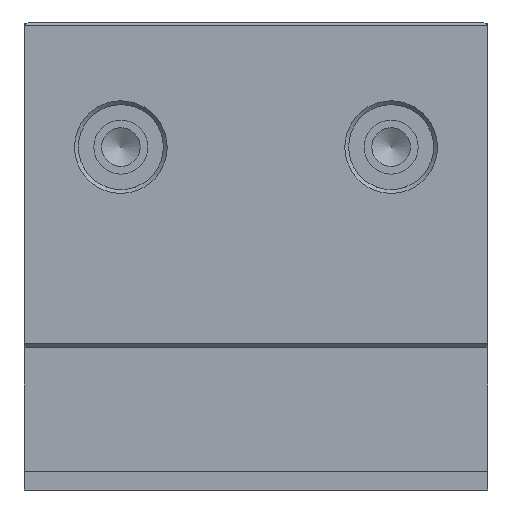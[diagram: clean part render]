
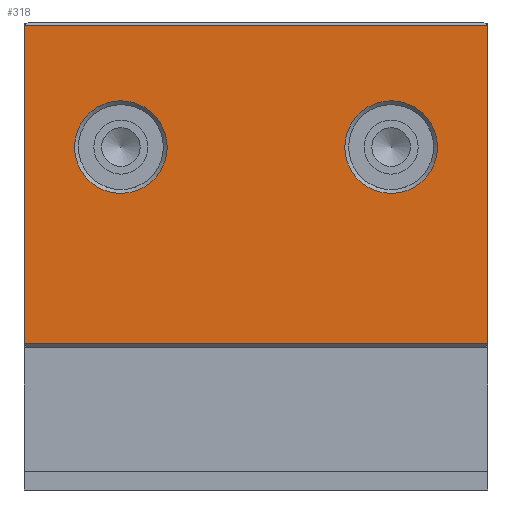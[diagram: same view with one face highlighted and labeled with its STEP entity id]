
A CAD part, left-side view. The second image highlights one B-rep face of the part: STEP entity #318.
In plain terms, the highlighted face is planar.
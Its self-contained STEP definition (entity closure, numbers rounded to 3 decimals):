
#318 = ADVANCED_FACE( '', ( #545, #546, #547 ), #548, .F. );
#545 = FACE_BOUND( '', #811, .T. );
#546 = FACE_BOUND( '', #812, .T. );
#547 = FACE_OUTER_BOUND( '', #813, .T. );
#548 = PLANE( '', #814 );
#811 = EDGE_LOOP( '', ( #1614 ) );
#812 = EDGE_LOOP( '', ( #1615 ) );
#813 = EDGE_LOOP( '', ( #1616, #1617, #1618, #1619 ) );
#814 = AXIS2_PLACEMENT_3D( '', #1620, #1621, #1622 );
#1614 = ORIENTED_EDGE( '', *, *, #2019, .T. );
#1615 = ORIENTED_EDGE( '', *, *, #2020, .T. );
#1616 = ORIENTED_EDGE( '', *, *, #2021, .T. );
#1617 = ORIENTED_EDGE( '', *, *, #2022, .T. );
#1618 = ORIENTED_EDGE( '', *, *, #2023, .F. );
#1619 = ORIENTED_EDGE( '', *, *, #2024, .T. );
#1620 = CARTESIAN_POINT( '', ( 30., -12., 42.2 ) );
#1621 = DIRECTION( '', ( 0., 1., 0. ) );
#1622 = DIRECTION( '', ( 0., 0., 1. ) );
#2019 = EDGE_CURVE( '', #2434, #2434, #2435, .T. );
#2020 = EDGE_CURVE( '', #2436, #2436, #2437, .T. );
#2021 = EDGE_CURVE( '', #2438, #2439, #2440, .T. );
#2022 = EDGE_CURVE( '', #2439, #2441, #2442, .T. );
#2023 = EDGE_CURVE( '', #2443, #2441, #2444, .T. );
#2024 = EDGE_CURVE( '', #2443, #2438, #2445, .T. );
#2434 = VERTEX_POINT( '', #3047 );
#2435 = CIRCLE( '', #3048, 6. );
#2436 = VERTEX_POINT( '', #3049 );
#2437 = CIRCLE( '', #3050, 6. );
#2438 = VERTEX_POINT( '', #3051 );
#2439 = VERTEX_POINT( '', #3052 );
#2440 = LINE( '', #3053, #3054 );
#2441 = VERTEX_POINT( '', #3055 );
#2442 = LINE( '', #3056, #3057 );
#2443 = VERTEX_POINT( '', #3058 );
#2444 = LINE( '', #3059, #3060 );
#2445 = LINE( '', #3061, #3062 );
#3047 = CARTESIAN_POINT( '', ( 17.5, -12., 32. ) );
#3048 = AXIS2_PLACEMENT_3D( '', #3534, #3535, #3536 );
#3049 = CARTESIAN_POINT( '', ( -17.5, -12., 32. ) );
#3050 = AXIS2_PLACEMENT_3D( '', #3537, #3538, #3539 );
#3051 = CARTESIAN_POINT( '', ( -30., -12., 41.7 ) );
#3052 = CARTESIAN_POINT( '', ( -30., -12., 0.5 ) );
#3053 = CARTESIAN_POINT( '', ( -30., -12., 42.2 ) );
#3054 = VECTOR( '', #3540, 1000. );
#3055 = CARTESIAN_POINT( '', ( 30., -12., 0.5 ) );
#3056 = CARTESIAN_POINT( '', ( 30., -12., 0.5 ) );
#3057 = VECTOR( '', #3541, 1000. );
#3058 = CARTESIAN_POINT( '', ( 30., -12., 41.7 ) );
#3059 = CARTESIAN_POINT( '', ( 30., -12., 42.2 ) );
#3060 = VECTOR( '', #3542, 1000. );
#3061 = CARTESIAN_POINT( '', ( 30., -12., 41.7 ) );
#3062 = VECTOR( '', #3543, 1000. );
#3534 = CARTESIAN_POINT( '', ( 17.5, -12., 26. ) );
#3535 = DIRECTION( '', ( 0., 1., 0. ) );
#3536 = DIRECTION( '', ( 0., 0., 1. ) );
#3537 = CARTESIAN_POINT( '', ( -17.5, -12., 26. ) );
#3538 = DIRECTION( '', ( 0., 1., 0. ) );
#3539 = DIRECTION( '', ( 0., 0., 1. ) );
#3540 = DIRECTION( '', ( 0., 0., -1. ) );
#3541 = DIRECTION( '', ( 1., 0., 0. ) );
#3542 = DIRECTION( '', ( 0., 0., -1. ) );
#3543 = DIRECTION( '', ( -1., 0., 0. ) );
